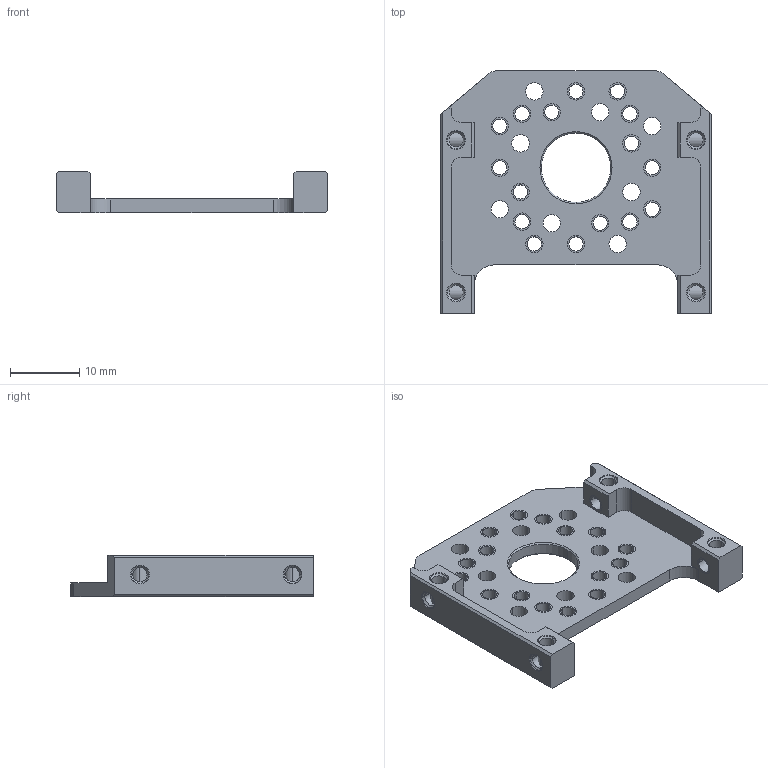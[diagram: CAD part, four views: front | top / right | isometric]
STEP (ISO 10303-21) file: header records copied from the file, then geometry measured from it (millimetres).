
FILE_DESCRIPTION((''),'2;1');
FILE_NAME('FR05_B_01','2010-02-02T',('JANG WOOK'),(''),'PRO/ENGINEER BY PARAMETRIC TECHNOLOGY CORPORATION, 2009060','PRO/ENGINEER BY PARAMETRIC TECHNOLOGY CORPORATION, 2009060','');
FILE_SCHEMA(('CONFIG_CONTROL_DESIGN'));
Length unit declared in the file: millimetre
Products named in the file (1): FR05_B_01
Bounding box: 39 x 35 x 6 mm (x, y, z)
Volume: 2394.3 mm3; surface area: 3848.4 mm2
Topology: 1 solids, 25 shells, 232 faces, 634 edges, 400 vertices
Faces by surface type: cylinder 140, cone 52, plane 40
Entity records: 7857 total; most frequent: CARTESIAN_POINT 1663, DIRECTION 1376, ORIENTED_EDGE 1172, EDGE_CURVE 634, AXIS2_PLACEMENT_3D 541, VERTEX_POINT 400, CIRCLE 308, EDGE_LOOP 302
